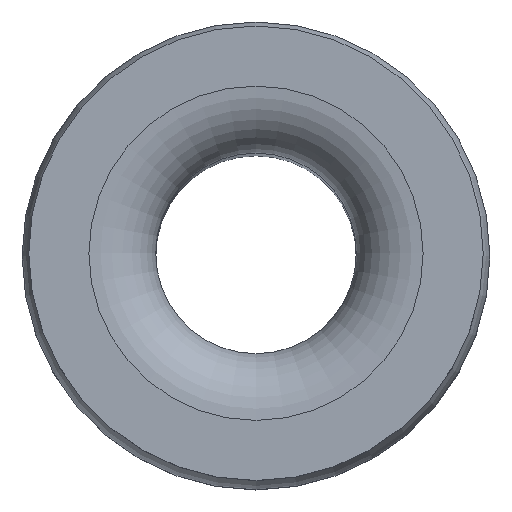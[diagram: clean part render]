
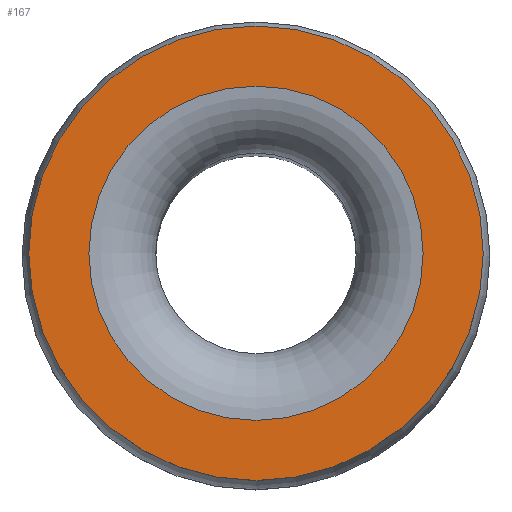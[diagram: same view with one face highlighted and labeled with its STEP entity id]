
A CAD part, top view. The second image highlights one B-rep face of the part: STEP entity #167.
In plain terms, the highlighted planar face has unit normal (0, 0, 1).
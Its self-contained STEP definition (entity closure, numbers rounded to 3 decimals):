
#15=FACE_BOUND('',#53,.T.);
#20=PLANE('',#198);
#39=FACE_OUTER_BOUND('',#52,.T.);
#52=EDGE_LOOP('',(#127));
#53=EDGE_LOOP('',(#128));
#70=CIRCLE('',#195,5.);
#72=CIRCLE('',#199,6.8);
#86=VERTEX_POINT('',#292);
#88=VERTEX_POINT('',#300);
#100=EDGE_CURVE('',#86,#86,#70,.T.);
#103=EDGE_CURVE('',#88,#88,#72,.T.);
#127=ORIENTED_EDGE('',*,*,#103,.T.);
#128=ORIENTED_EDGE('',*,*,#100,.F.);
#167=ADVANCED_FACE('',(#39,#15),#20,.T.);
#195=AXIS2_PLACEMENT_3D('',#294,#230,#231);
#198=AXIS2_PLACEMENT_3D('',#299,#237,#238);
#199=AXIS2_PLACEMENT_3D('',#301,#239,#240);
#230=DIRECTION('center_axis',(0.,0.,1.));
#231=DIRECTION('ref_axis',(-1.,0.,0.));
#237=DIRECTION('center_axis',(0.,0.,1.));
#238=DIRECTION('ref_axis',(1.,0.,0.));
#239=DIRECTION('center_axis',(0.,0.,1.));
#240=DIRECTION('ref_axis',(1.,0.,0.));
#292=CARTESIAN_POINT('',(-5.,0.,50.));
#294=CARTESIAN_POINT('Origin',(0.,0.,50.));
#299=CARTESIAN_POINT('Origin',(3.,0.,50.));
#300=CARTESIAN_POINT('',(-6.8,0.,50.));
#301=CARTESIAN_POINT('Origin',(0.,0.,50.));
